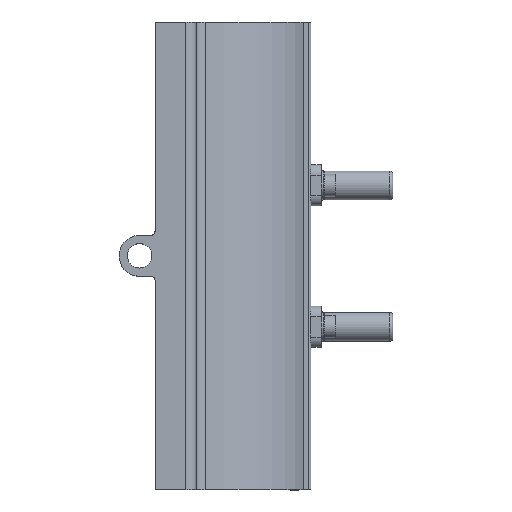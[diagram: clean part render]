
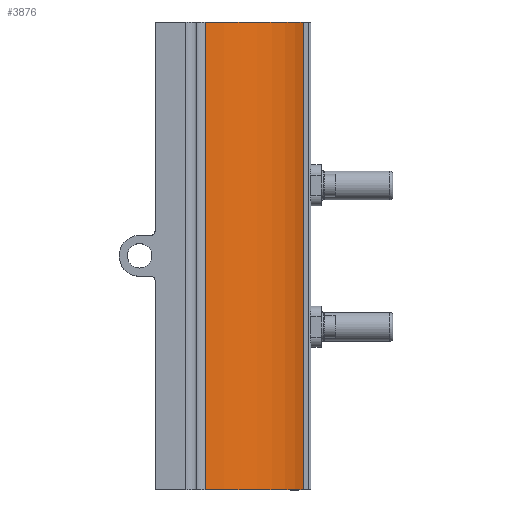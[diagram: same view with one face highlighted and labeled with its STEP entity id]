
A CAD part, top view. The second image highlights one B-rep face of the part: STEP entity #3876.
In plain terms, the highlighted cylindrical face has radius 28 mm (diameter 56 mm), a partial arc.
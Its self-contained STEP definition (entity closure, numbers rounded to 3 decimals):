
#633=LINE('',#13274,#834);
#634=LINE('',#13277,#835);
#834=VECTOR('',#5360,44.5);
#835=VECTOR('',#5365,44.5);
#951=CYLINDRICAL_SURFACE('',#4350,28.);
#1157=FACE_OUTER_BOUND('',#1394,.T.);
#1394=EDGE_LOOP('',(#3615,#3616,#3617,#3618));
#1546=CIRCLE('',#4309,28.);
#1571=CIRCLE('',#4340,28.);
#1908=VERTEX_POINT('',#13157);
#1909=VERTEX_POINT('',#13159);
#1948=VERTEX_POINT('',#13254);
#1949=VERTEX_POINT('',#13256);
#2454=EDGE_CURVE('',#1909,#1908,#1546,.T.);
#2505=EDGE_CURVE('',#1949,#1948,#1571,.F.);
#2514=EDGE_CURVE('',#1908,#1949,#633,.T.);
#2515=EDGE_CURVE('',#1909,#1948,#634,.T.);
#3615=ORIENTED_EDGE('',*,*,#2514,.T.);
#3616=ORIENTED_EDGE('',*,*,#2505,.T.);
#3617=ORIENTED_EDGE('',*,*,#2515,.F.);
#3618=ORIENTED_EDGE('',*,*,#2454,.T.);
#3876=ADVANCED_FACE('',(#1157),#951,.T.);
#4309=AXIS2_PLACEMENT_3D('',#13160,#5248,#5249);
#4340=AXIS2_PLACEMENT_3D('',#13257,#5336,#5337);
#4350=AXIS2_PLACEMENT_3D('',#13276,#5363,#5364);
#5248=DIRECTION('center_axis',(0.,1.,0.));
#5249=DIRECTION('ref_axis',(1.,0.,0.));
#5336=DIRECTION('center_axis',(0.,1.,0.));
#5337=DIRECTION('ref_axis',(1.,0.,0.));
#5360=DIRECTION('',(0.,1.,0.));
#5363=DIRECTION('center_axis',(0.,-1.,0.));
#5364=DIRECTION('ref_axis',(1.,0.,0.));
#5365=DIRECTION('',(0.,1.,0.));
#13157=CARTESIAN_POINT('',(-41.097,-57.,372.));
#13159=CARTESIAN_POINT('',(-64.955,-57.,389.906));
#13160=CARTESIAN_POINT('Origin',(-67.25,-57.,362.));
#13254=CARTESIAN_POINT('',(-64.955,57.,389.906));
#13256=CARTESIAN_POINT('',(-41.097,57.,372.));
#13257=CARTESIAN_POINT('Origin',(-67.25,57.,362.));
#13274=CARTESIAN_POINT('',(-41.097,-152.75,372.));
#13276=CARTESIAN_POINT('Origin',(-67.25,-152.75,362.));
#13277=CARTESIAN_POINT('',(-64.955,-152.75,389.906));
